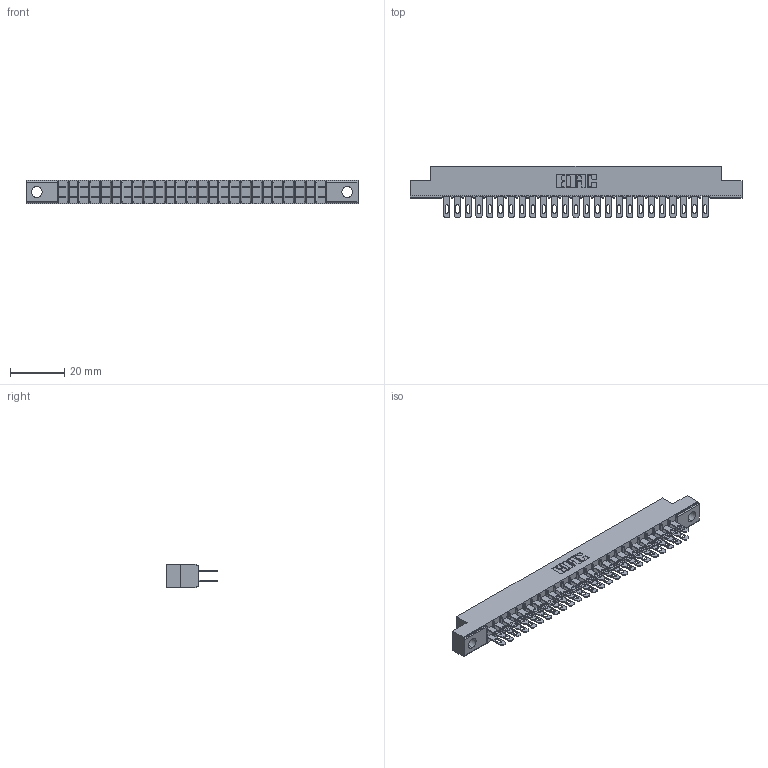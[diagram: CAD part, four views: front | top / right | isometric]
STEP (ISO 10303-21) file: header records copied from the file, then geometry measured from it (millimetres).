
FILE_DESCRIPTION (( 'STEP AP203' ), '1' );
FILE_NAME ('305-050-500-504.STEP', '2019-09-09T21:33:00', ( '' ), ( '' ), 'SwSTEP 2.0', 'SolidWorks 2016', '' );
FILE_SCHEMA (( 'CONFIG_CONTROL_DESIGN' ));
Length unit declared in the file: inch
Products named in the file (3): 305-290-001_500; 305-050-500-504; 305 Part_.156 Dia
Assembly tree (51 placements, depth 2):
  305-050-500-504
    305 Part_.156 Dia
    305-290-001_500  x50
Bounding box: 122.07 x 18.85 x 8.71 mm (x, y, z)
Volume: 7351.7 mm3; surface area: 15617.5 mm2
Topology: 51 solids, 51 shells, 2630 faces, 7527 edges, 4882 vertices
Faces by surface type: plane 1482, cylinder 1048, sphere 100
Entity records: 29578 total; most frequent: CARTESIAN_POINT 4899, ORIENTED_EDGE 4858, DIRECTION 4747, EDGE_CURVE 2429, VECTOR 1951, LINE 1951, VERTEX_POINT 1550, AXIS2_PLACEMENT_3D 1398
